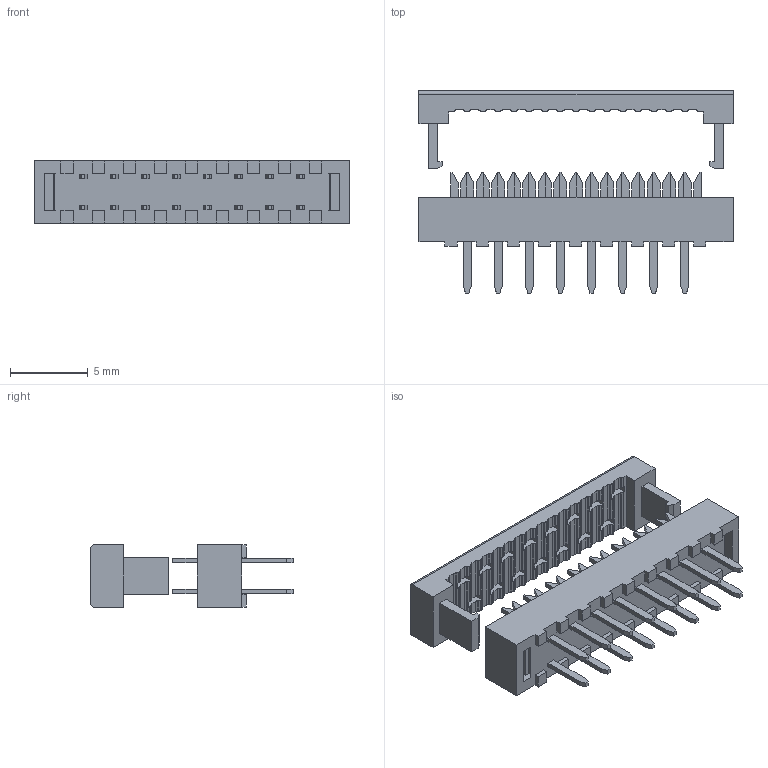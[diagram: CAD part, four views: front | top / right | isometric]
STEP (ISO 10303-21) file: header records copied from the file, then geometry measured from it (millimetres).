
FILE_DESCRIPTION(('STEP AP214'),'1');
FILE_NAME('connector_awlp2-16.stp','2015-03-26T14:57:00',('TraceParts'),('TraceParts S.A.'),'XStep 1.0',' ',' ');
FILE_SCHEMA(('automotive_design'));
Length unit declared in the file: millimetre
Products named in the file (2): 1; 2
Bounding box: 20.2 x 13 x 4 mm (x, y, z)
Volume: 351.9 mm3; surface area: 829.1 mm2
Topology: 2 solids, 2 shells, 758 faces, 2160 edges, 1440 vertices
Faces by surface type: plane 628, cylinder 130
Entity records: 48631 total; most frequent: CARTESIAN_POINT 4360, STYLED_ITEM 4358, PRESENTATION_STYLE_ASSIGNMENT 4358, COLOUR_RGB 4358, ORIENTED_EDGE 4320, DIRECTION 4000, EDGE_CURVE 2160, CURVE_STYLE 2160
